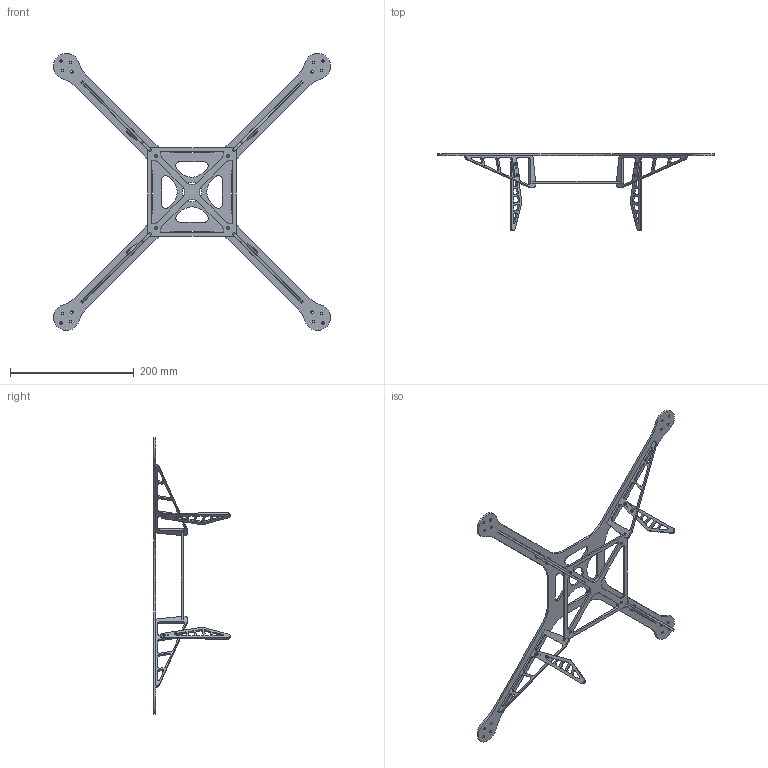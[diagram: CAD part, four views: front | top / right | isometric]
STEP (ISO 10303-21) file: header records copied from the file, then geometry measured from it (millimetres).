
FILE_DESCRIPTION (( 'STEP AP214' ), '1' );
FILE_NAME ('carbon_structure.STEP', '2018-01-08T17:46:51', ( '' ), ( '' ), 'SwSTEP 2.0', 'SolidWorks 2016', '' );
FILE_SCHEMA (( 'AUTOMOTIVE_DESIGN' ));
Length unit declared in the file: inch
Products named in the file (7): Tk1 holder; carbon_structure; Top fiber structure; M2x0.4_socket_cap_8mm_91290A013; landing leg v1; Rib; m2x0.4_nut_90591A265
Assembly tree (26 placements, depth 2):
  carbon_structure
    Top fiber structure
    Rib  x4
    Tk1 holder
    landing leg v1  x4
    M2x0.4_socket_cap_8mm_91290A013  x8
    m2x0.4_nut_90591A265  x8
Bounding box: 448.22 x 123.87 x 448.26 mm (x, y, z)
Volume: 176229.6 mm3; surface area: 146960.3 mm2
Topology: 26 solids, 26 shells, 1004 faces, 2568 edges, 1632 vertices
Faces by surface type: plane 416, cylinder 388, cone 200
Entity records: 11233 total; most frequent: CARTESIAN_POINT 1956, DIRECTION 1901, ORIENTED_EDGE 1770, EDGE_CURVE 885, AXIS2_PLACEMENT_3D 699, VERTEX_POINT 580, LINE 503, VECTOR 503
